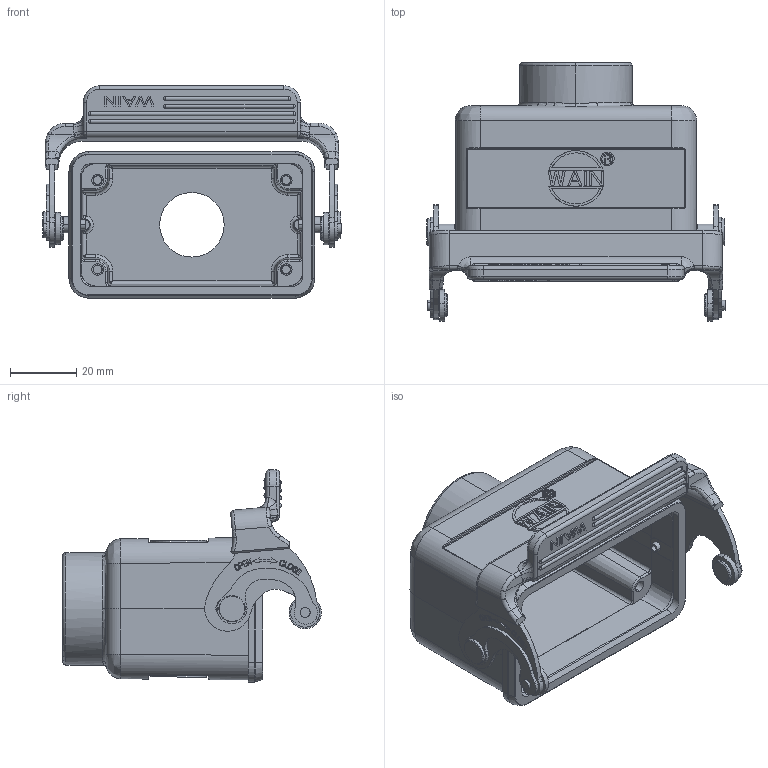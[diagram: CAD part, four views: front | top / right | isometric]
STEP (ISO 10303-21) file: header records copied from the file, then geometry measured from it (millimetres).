
FILE_DESCRIPTION(/* description */ (''),/* implementation_level */ '2;1');
FILE_NAME(/* name */ '3D_1240107211010_HV10B-CCT-1L_SC-PG16_V1.1.stp',/* time_stamp */ '2023-12-29T10:19:06+08:00',/* author */ (''),/* organization */ (''),/* preprocessor_version */ 'ST-DEVELOPER v18.1',/* originating_system */ 'SIEMENS PLM Software NX 1980',/* authorisation */ '');
FILE_SCHEMA (('AUTOMOTIVE_DESIGN { 1 0 10303 214 3 1 1 1 }'));
Length unit declared in the file: millimetre
Products named in the file (1): 14592E2886C7el4b
Bounding box: 90.05 x 78.16 x 64.13 mm (x, y, z)
Volume: 60444.7 mm3; surface area: 38665.9 mm2
Topology: 4 solids, 26 shells, 1434 faces, 3863 edges, 2523 vertices
Faces by surface type: plane 655, cylinder 534, torus 75, cone 55, extrusion 42, bspline 39, sphere 34
Full cylindrical faces by diameter (mm): 19.5 x1, 21.3 x1
Entity records: 49854 total; most frequent: CARTESIAN_POINT 16201, ORIENTED_EDGE 7591, DIRECTION 5929, EDGE_CURVE 3815, VERTEX_POINT 2521, AXIS2_PLACEMENT_3D 2121, VECTOR 1687, LINE 1645
